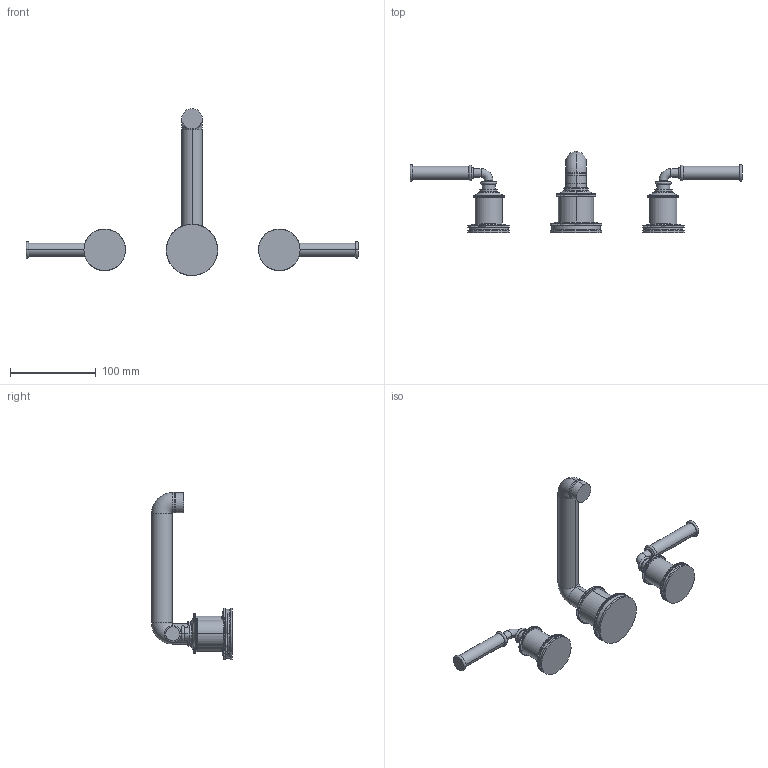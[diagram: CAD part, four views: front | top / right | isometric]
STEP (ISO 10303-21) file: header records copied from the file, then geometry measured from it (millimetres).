
FILE_DESCRIPTION((''),'2;1');
FILE_NAME('2940','2022-05-27T08:39:49',('rsmith'),(''),'CREO PARAMETRIC BY PTC INC, 2019352','CREO PARAMETRIC BY PTC INC, 2019352','');
FILE_SCHEMA(('CONFIG_CONTROL_DESIGN'));
Length unit declared in the file: inch
Products named in the file (1): 2940
Bounding box: 386.33 x 94.14 x 194.34 mm (x, y, z)
Volume: 297248.1 mm3; surface area: 58373.5 mm2
Topology: 3 solids, 3 shells, 2241 faces, 6531 edges, 4330 vertices
Faces by surface type: plane 1418, cylinder 749, torus 68, cone 6
Entity records: 74067 total; most frequent: CARTESIAN_POINT 13102, ORIENTED_EDGE 13062, DIRECTION 12655, EDGE_CURVE 6531, VECTOR 4889, LINE 4889, VERTEX_POINT 4330, AXIS2_PLACEMENT_3D 3883
